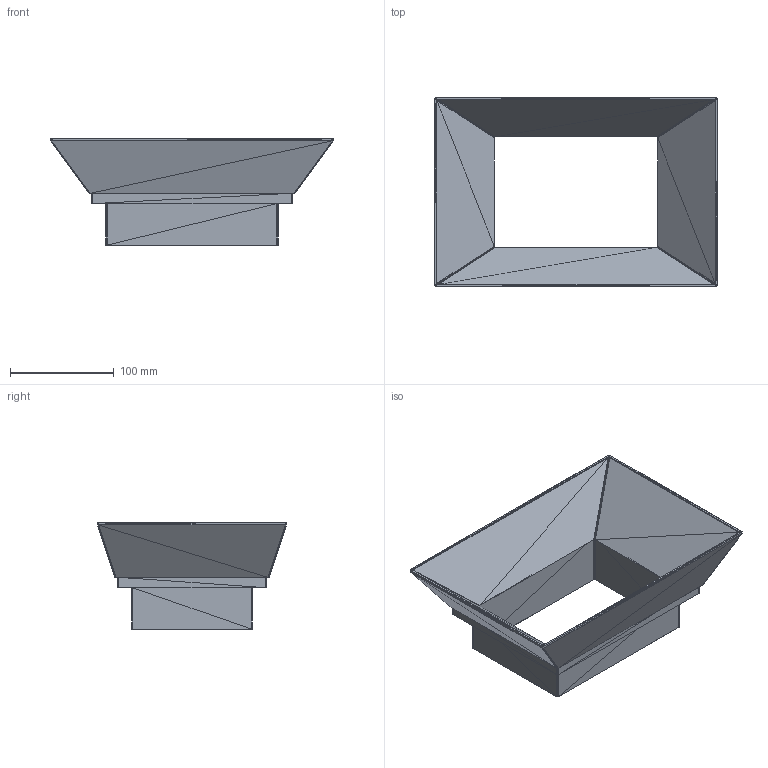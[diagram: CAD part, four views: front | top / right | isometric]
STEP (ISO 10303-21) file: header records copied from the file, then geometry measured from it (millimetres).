
FILE_DESCRIPTION(('FreeCAD Model'),'2;1');
FILE_NAME('Open CASCADE Shape Model','2024-07-22T22:09:35',('Author'),( ''),'Open CASCADE STEP processor 7.6','FreeCAD','Unknown');
FILE_SCHEMA(('AUTOMOTIVE_DESIGN { 1 0 10303 214 1 1 1 1 }'));
Length unit declared in the file: millimetre
Products named in the file (1): trashbin_top_v006
Bounding box: 272.4 x 182.4 x 102.5 mm (x, y, z)
Surface area: 167795.5 mm2 (no closed solid volume)
Topology: 0 solids, 1248 shells, 1248 faces, 3744 edges, 3744 vertices
Faces by surface type: plane 1248
Entity records: 53683 total; most frequent: CARTESIAN_POINT 8737, DIRECTION 6242, ORIENTED_EDGE 3744, EDGE_CURVE 3744, VERTEX_POINT 3744, LINE 3744, VECTOR 3744, AXIS2_PLACEMENT_3D 1249
